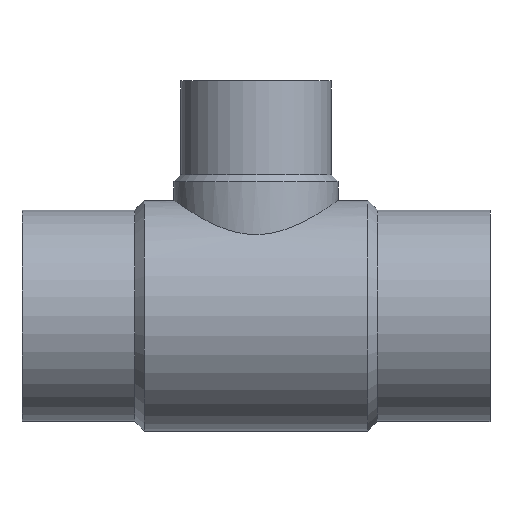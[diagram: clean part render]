
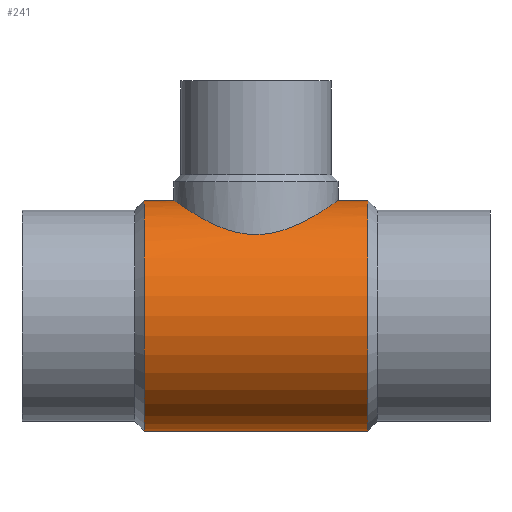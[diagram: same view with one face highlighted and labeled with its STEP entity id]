
A CAD part, top view. The second image highlights one B-rep face of the part: STEP entity #241.
In plain terms, the highlighted cylindrical face has radius 122.75 mm (diameter 245.5 mm), a partial arc.
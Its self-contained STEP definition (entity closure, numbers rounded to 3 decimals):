
#129 = EDGE_CURVE( '', #307, #333, #355, .T. );
#133 = VERTEX_POINT( '', #360 );
#195 = EDGE_CURVE( '', #305, #337, #428, .T. );
#213 = EDGE_CURVE( '', #305, #133, #448, .T. );
#223 = EDGE_CURVE( '', #309, #337, #459, .T. );
#241 = ADVANCED_FACE( '', ( #482 ), #483, .T. );
#263 = EDGE_CURVE( '', #333, #309, #506, .T. );
#305 = VERTEX_POINT( '', #556 );
#307 = VERTEX_POINT( '', #558 );
#309 = VERTEX_POINT( '', #560 );
#319 = EDGE_CURVE( '', #133, #307, #570, .T. );
#333 = VERTEX_POINT( '', #586 );
#337 = VERTEX_POINT( '', #590 );
#355 = LINE( '', #599, #600 );
#360 = CARTESIAN_POINT( '', ( -130.25, -122.75, 0. ) );
#428 = CIRCLE( '', #767, 122.75 );
#448 = LINE( '', #858, #859 );
#459 = LINE( '', #871, #872 );
#482 = FACE_OUTER_BOUND( '', #898, .T. );
#483 = CYLINDRICAL_SURFACE( '', #899, 122.75 );
#506 = B_SPLINE_CURVE_WITH_KNOTS( '', 3, ( #964, #965, #966, #967, #968, #969, #970, #971, #972, #973, #974, #975, #976, #977, #978, #979, #980, #981, #982, #983, #984, #985, #986, #987, #988, #989, #990, #991, #992, #993, #994, #995, #996, #997, #998, #999, #1000, #1001, #1002, #1003, #1004, #1005, #1006, #1007, #1008, #1009, #1010, #1011, #1012, #1013, #1014, #1015, #1016, #1017, #1018, #1019, #1020, #1021, #1022, #1023, #1024, #1025, #1026, #1027, #1028, #1029 ), .UNSPECIFIED., .F., .F., ( 4, 2, 2, 2, 2, 2, 2, 2, 2, 2, 2, 2, 2, 2, 2, 2, 2, 2, 2, 2, 2, 2, 2, 2, 2, 2, 2, 2, 2, 2, 2, 2, 4 ), ( 138.09, 146.653, 155.216, 163.779, 172.342, 180.905, 189.468, 198.031, 206.594, 215.292, 223.991, 232.689, 241.387, 250.086, 258.784, 267.483, 276.181, 284.879, 293.578, 302.276, 310.974, 319.673, 328.371, 337.07, 345.768, 354.331, 362.894, 371.457, 380.02, 388.583, 397.146, 405.709, 414.271 ), .UNSPECIFIED. );
#556 = CARTESIAN_POINT( '', ( -367.75, -122.75, 0. ) );
#558 = CARTESIAN_POINT( '', ( -130.25, 122.75, 0. ) );
#560 = CARTESIAN_POINT( '', ( -336.3, 122.75, 0. ) );
#570 = CIRCLE( '', #1142, 122.75 );
#586 = CARTESIAN_POINT( '', ( -161.7, 122.75, 0. ) );
#590 = CARTESIAN_POINT( '', ( -367.75, 122.75, 0. ) );
#599 = CARTESIAN_POINT( '', ( -249., 122.75, 0. ) );
#600 = VECTOR( '', #1168, 1. );
#767 = AXIS2_PLACEMENT_3D( '', #1260, #1261, #1262 );
#858 = CARTESIAN_POINT( '', ( -249., -122.75, 0. ) );
#859 = VECTOR( '', #1287, 1. );
#871 = CARTESIAN_POINT( '', ( -249., 122.75, 0. ) );
#872 = VECTOR( '', #1296, 1. );
#898 = EDGE_LOOP( '', ( #1331, #1332, #1333, #1334, #1335, #1336 ) );
#899 = AXIS2_PLACEMENT_3D( '', #1337, #1338, #1339 );
#964 = CARTESIAN_POINT( '', ( -161.7, 122.75, 0. ) );
#965 = CARTESIAN_POINT( '', ( -161.7, 122.75, 2.854 ) );
#966 = CARTESIAN_POINT( '', ( -161.841, 122.65, 5.741 ) );
#967 = CARTESIAN_POINT( '', ( -162.415, 122.242, 11.522 ) );
#968 = CARTESIAN_POINT( '', ( -162.849, 121.935, 14.416 ) );
#969 = CARTESIAN_POINT( '', ( -164.008, 121.119, 20.156 ) );
#970 = CARTESIAN_POINT( '', ( -164.734, 120.609, 23.002 ) );
#971 = CARTESIAN_POINT( '', ( -166.465, 119.407, 28.597 ) );
#972 = CARTESIAN_POINT( '', ( -167.47, 118.713, 31.346 ) );
#973 = CARTESIAN_POINT( '', ( -169.735, 117.169, 36.699 ) );
#974 = CARTESIAN_POINT( '', ( -170.997, 116.317, 39.307 ) );
#975 = CARTESIAN_POINT( '', ( -173.748, 114.491, 44.346 ) );
#976 = CARTESIAN_POINT( '', ( -175.237, 113.516, 46.778 ) );
#977 = CARTESIAN_POINT( '', ( -178.404, 111.484, 51.433 ) );
#978 = CARTESIAN_POINT( '', ( -180.082, 110.427, 53.657 ) );
#979 = CARTESIAN_POINT( '', ( -183.582, 108.277, 57.872 ) );
#980 = CARTESIAN_POINT( '', ( -185.403, 107.185, 59.864 ) );
#981 = CARTESIAN_POINT( '', ( -189.166, 104.995, 63.626 ) );
#982 = CARTESIAN_POINT( '', ( -191.18, 103.857, 65.466 ) );
#983 = CARTESIAN_POINT( '', ( -195.427, 101.554, 68.984 ) );
#984 = CARTESIAN_POINT( '', ( -197.658, 100.39, 70.663 ) );
#985 = CARTESIAN_POINT( '', ( -202.313, 98.091, 73.821 ) );
#986 = CARTESIAN_POINT( '', ( -204.736, 96.956, 75.3 ) );
#987 = CARTESIAN_POINT( '', ( -209.748, 94.773, 78.03 ) );
#988 = CARTESIAN_POINT( '', ( -212.336, 93.725, 79.28 ) );
#989 = CARTESIAN_POINT( '', ( -217.647, 91.778, 81.526 ) );
#990 = CARTESIAN_POINT( '', ( -220.372, 90.878, 82.524 ) );
#991 = CARTESIAN_POINT( '', ( -225.927, 89.284, 84.246 ) );
#992 = CARTESIAN_POINT( '', ( -228.757, 88.59, 84.971 ) );
#993 = CARTESIAN_POINT( '', ( -234.481, 87.46, 86.134 ) );
#994 = CARTESIAN_POINT( '', ( -237.376, 87.023, 86.572 ) );
#995 = CARTESIAN_POINT( '', ( -243.186, 86.439, 87.155 ) );
#996 = CARTESIAN_POINT( '', ( -246.101, 86.292, 87.3 ) );
#997 = CARTESIAN_POINT( '', ( -251.899, 86.292, 87.3 ) );
#998 = CARTESIAN_POINT( '', ( -254.814, 86.439, 87.155 ) );
#999 = CARTESIAN_POINT( '', ( -260.624, 87.023, 86.572 ) );
#1000 = CARTESIAN_POINT( '', ( -263.519, 87.46, 86.134 ) );
#1001 = CARTESIAN_POINT( '', ( -269.243, 88.59, 84.971 ) );
#1002 = CARTESIAN_POINT( '', ( -272.073, 89.284, 84.246 ) );
#1003 = CARTESIAN_POINT( '', ( -277.628, 90.878, 82.524 ) );
#1004 = CARTESIAN_POINT( '', ( -280.353, 91.778, 81.526 ) );
#1005 = CARTESIAN_POINT( '', ( -285.664, 93.725, 79.28 ) );
#1006 = CARTESIAN_POINT( '', ( -288.252, 94.773, 78.03 ) );
#1007 = CARTESIAN_POINT( '', ( -293.264, 96.956, 75.3 ) );
#1008 = CARTESIAN_POINT( '', ( -295.687, 98.091, 73.821 ) );
#1009 = CARTESIAN_POINT( '', ( -300.342, 100.39, 70.663 ) );
#1010 = CARTESIAN_POINT( '', ( -302.573, 101.554, 68.984 ) );
#1011 = CARTESIAN_POINT( '', ( -306.82, 103.857, 65.466 ) );
#1012 = CARTESIAN_POINT( '', ( -308.834, 104.995, 63.626 ) );
#1013 = CARTESIAN_POINT( '', ( -312.597, 107.185, 59.864 ) );
#1014 = CARTESIAN_POINT( '', ( -314.418, 108.277, 57.872 ) );
#1015 = CARTESIAN_POINT( '', ( -317.918, 110.427, 53.657 ) );
#1016 = CARTESIAN_POINT( '', ( -319.596, 111.484, 51.433 ) );
#1017 = CARTESIAN_POINT( '', ( -322.763, 113.516, 46.778 ) );
#1018 = CARTESIAN_POINT( '', ( -324.252, 114.491, 44.346 ) );
#1019 = CARTESIAN_POINT( '', ( -327.003, 116.317, 39.307 ) );
#1020 = CARTESIAN_POINT( '', ( -328.265, 117.169, 36.699 ) );
#1021 = CARTESIAN_POINT( '', ( -330.53, 118.713, 31.346 ) );
#1022 = CARTESIAN_POINT( '', ( -331.535, 119.407, 28.597 ) );
#1023 = CARTESIAN_POINT( '', ( -333.266, 120.609, 23.002 ) );
#1024 = CARTESIAN_POINT( '', ( -333.992, 121.119, 20.156 ) );
#1025 = CARTESIAN_POINT( '', ( -335.151, 121.935, 14.416 ) );
#1026 = CARTESIAN_POINT( '', ( -335.585, 122.242, 11.522 ) );
#1027 = CARTESIAN_POINT( '', ( -336.159, 122.65, 5.741 ) );
#1028 = CARTESIAN_POINT( '', ( -336.3, 122.75, 2.854 ) );
#1029 = CARTESIAN_POINT( '', ( -336.3, 122.75, 0. ) );
#1142 = AXIS2_PLACEMENT_3D( '', #1427, #1428, #1429 );
#1168 = DIRECTION( '', ( -1., 0., 0. ) );
#1260 = CARTESIAN_POINT( '', ( -367.75, 0., 0. ) );
#1261 = DIRECTION( '', ( -1., 0., 0. ) );
#1262 = DIRECTION( '', ( 0., 1., 0. ) );
#1287 = DIRECTION( '', ( 1., 0., 0. ) );
#1296 = DIRECTION( '', ( -1., 0., 0. ) );
#1331 = ORIENTED_EDGE( '', *, *, #129, .T. );
#1332 = ORIENTED_EDGE( '', *, *, #263, .T. );
#1333 = ORIENTED_EDGE( '', *, *, #223, .T. );
#1334 = ORIENTED_EDGE( '', *, *, #195, .F. );
#1335 = ORIENTED_EDGE( '', *, *, #213, .T. );
#1336 = ORIENTED_EDGE( '', *, *, #319, .T. );
#1337 = CARTESIAN_POINT( '', ( -249., 0., 0. ) );
#1338 = DIRECTION( '', ( 1., 0., 0. ) );
#1339 = DIRECTION( '', ( 0., 1., 0. ) );
#1427 = CARTESIAN_POINT( '', ( -130.25, 0., 0. ) );
#1428 = DIRECTION( '', ( -1., 0., 0. ) );
#1429 = DIRECTION( '', ( 0., 1., 0. ) );
